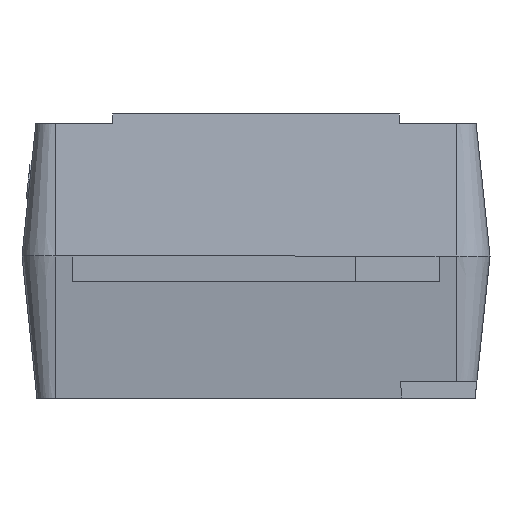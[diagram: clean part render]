
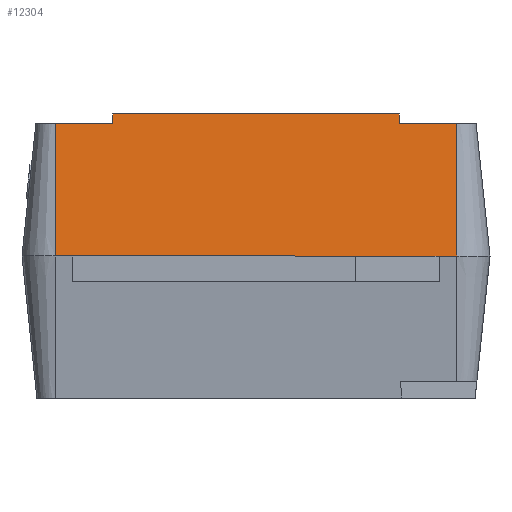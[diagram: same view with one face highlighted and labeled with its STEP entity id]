
A CAD part, left-side view. The second image highlights one B-rep face of the part: STEP entity #12304.
In plain terms, the highlighted planar face has unit normal (-0.995, 0, 0.104).
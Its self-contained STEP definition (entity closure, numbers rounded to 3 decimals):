
#260 = VERTEX_POINT ( 'NONE', #11545 ) ;
#440 = LINE ( 'NONE', #2794, #9130 ) ;
#495 = VECTOR ( 'NONE', #9725, 1000. ) ;
#875 = LINE ( 'NONE', #8492, #3010 ) ;
#1322 = CARTESIAN_POINT ( 'NONE',  ( -1.511, -0.858, 0.85 ) ) ;
#1866 = PLANE ( 'NONE',  #11142 ) ;
#2020 = DIRECTION ( 'NONE',  ( 0., -1., 0. ) ) ;
#2282 = CARTESIAN_POINT ( 'NONE',  ( -1.6, -1.2, 0. ) ) ;
#2614 = CARTESIAN_POINT ( 'NONE',  ( -1.511, 0.858, 0.85 ) ) ;
#2794 = CARTESIAN_POINT ( 'NONE',  ( -1.6, -1.2, 0. ) ) ;
#2911 = CARTESIAN_POINT ( 'NONE',  ( -1.511, -1.2, 0.85 ) ) ;
#2969 = ORIENTED_EDGE ( 'NONE', *, *, #8889, .T. ) ;
#3010 = VECTOR ( 'NONE', #13444, 1000. ) ;
#3013 = VECTOR ( 'NONE', #13418, 1000. ) ;
#3245 = FACE_OUTER_BOUND ( 'NONE', #10418, .T. ) ;
#3275 = EDGE_CURVE ( 'NONE', #15619, #260, #12065, .T. ) ;
#3310 = VECTOR ( 'NONE', #5866, 1000. ) ;
#3392 = CARTESIAN_POINT ( 'NONE',  ( -1.6, -1.095, 0. ) ) ;
#3551 = VERTEX_POINT ( 'NONE', #3392 ) ;
#3638 = VECTOR ( 'NONE', #2020, 1000. ) ;
#4206 = LINE ( 'NONE', #2911, #6456 ) ;
#4270 = ORIENTED_EDGE ( 'NONE', *, *, #6592, .T. ) ;
#4761 = VERTEX_POINT ( 'NONE', #12195 ) ;
#4876 = EDGE_CURVE ( 'NONE', #13153, #6242, #440, .T. ) ;
#4938 = LINE ( 'NONE', #15992, #495 ) ;
#4966 = DIRECTION ( 'NONE',  ( -0.105, 0., -0.995 ) ) ;
#5386 = DIRECTION ( 'NONE',  ( 0., 1., 0. ) ) ;
#5398 = ORIENTED_EDGE ( 'NONE', *, *, #3275, .F. ) ;
#5866 = DIRECTION ( 'NONE',  ( -0.105, 0., -0.995 ) ) ;
#6242 = VERTEX_POINT ( 'NONE', #12431 ) ;
#6456 = VECTOR ( 'NONE', #7884, 1000. ) ;
#6494 = CARTESIAN_POINT ( 'NONE',  ( -1.517, -0.858, 0.791 ) ) ;
#6572 = CARTESIAN_POINT ( 'NONE',  ( -1.517, -1.2, 0.791 ) ) ;
#6592 = EDGE_CURVE ( 'NONE', #7610, #10576, #4206, .T. ) ;
#6923 = EDGE_CURVE ( 'NONE', #4761, #14125, #9469, .T. ) ;
#7050 = DIRECTION ( 'NONE',  ( 0., -1., 0. ) ) ;
#7610 = VERTEX_POINT ( 'NONE', #1322 ) ;
#7884 = DIRECTION ( 'NONE',  ( 0., 1., 0. ) ) ;
#8162 = ORIENTED_EDGE ( 'NONE', *, *, #8662, .F. ) ;
#8204 = LINE ( 'NONE', #11967, #3638 ) ;
#8313 = CARTESIAN_POINT ( 'NONE',  ( -1.517, 0.858, 0.791 ) ) ;
#8376 = CARTESIAN_POINT ( 'NONE',  ( -1.517, -1.2, 0.791 ) ) ;
#8492 = CARTESIAN_POINT ( 'NONE',  ( -1.6, 0.858, 0. ) ) ;
#8524 = EDGE_CURVE ( 'NONE', #14125, #10576, #875, .T. ) ;
#8635 = CARTESIAN_POINT ( 'NONE',  ( -1.6, 1.2, 0. ) ) ;
#8662 = EDGE_CURVE ( 'NONE', #260, #3551, #16115, .T. ) ;
#8889 = EDGE_CURVE ( 'NONE', #4761, #6242, #13501, .T. ) ;
#8987 = ORIENTED_EDGE ( 'NONE', *, *, #10742, .F. ) ;
#9130 = VECTOR ( 'NONE', #5386, 1000. ) ;
#9173 = CARTESIAN_POINT ( 'NONE',  ( -1.6, -1.2, 0. ) ) ;
#9432 = VECTOR ( 'NONE', #7050, 1000. ) ;
#9469 = LINE ( 'NONE', #12192, #9432 ) ;
#9725 = DIRECTION ( 'NONE',  ( -0.105, 0., -0.995 ) ) ;
#10051 = ORIENTED_EDGE ( 'NONE', *, *, #13609, .T. ) ;
#10418 = EDGE_LOOP ( 'NONE', ( #8987, #11257, #4270, #11973, #14220, #2969, #11338, #10051, #8162, #5398 ) ) ;
#10477 = DIRECTION ( 'NONE',  ( -0.995, 0., 0.105 ) ) ;
#10576 = VERTEX_POINT ( 'NONE', #2614 ) ;
#10742 = EDGE_CURVE ( 'NONE', #12656, #15619, #14621, .T. ) ;
#11142 = AXIS2_PLACEMENT_3D ( 'NONE', #9173, #10477, #15329 ) ;
#11257 = ORIENTED_EDGE ( 'NONE', *, *, #12900, .F. ) ;
#11338 = ORIENTED_EDGE ( 'NONE', *, *, #4876, .F. ) ;
#11351 = DIRECTION ( 'NONE',  ( 0., 1., 0. ) ) ;
#11442 = VECTOR ( 'NONE', #4966, 1000. ) ;
#11545 = CARTESIAN_POINT ( 'NONE',  ( -1.6, -1.2, 0. ) ) ;
#11967 = CARTESIAN_POINT ( 'NONE',  ( -1.6, 0., 0. ) ) ;
#11973 = ORIENTED_EDGE ( 'NONE', *, *, #8524, .F. ) ;
#12065 = LINE ( 'NONE', #2282, #3310 ) ;
#12192 = CARTESIAN_POINT ( 'NONE',  ( -1.517, -1.2, 0.791 ) ) ;
#12195 = CARTESIAN_POINT ( 'NONE',  ( -1.517, 1.2, 0.791 ) ) ;
#12304 = ADVANCED_FACE ( 'NONE', ( #3245 ), #1866, .T. ) ;
#12431 = CARTESIAN_POINT ( 'NONE',  ( -1.6, 1.2, 0. ) ) ;
#12656 = VERTEX_POINT ( 'NONE', #6494 ) ;
#12900 = EDGE_CURVE ( 'NONE', #7610, #12656, #4938, .T. ) ;
#13153 = VERTEX_POINT ( 'NONE', #13380 ) ;
#13380 = CARTESIAN_POINT ( 'NONE',  ( -1.6, 1.095, 0. ) ) ;
#13418 = DIRECTION ( 'NONE',  ( 0., -1., 0. ) ) ;
#13444 = DIRECTION ( 'NONE',  ( 0.105, 0., 0.995 ) ) ;
#13501 = LINE ( 'NONE', #8635, #11442 ) ;
#13609 = EDGE_CURVE ( 'NONE', #13153, #3551, #8204, .T. ) ;
#13690 = CARTESIAN_POINT ( 'NONE',  ( -1.6, -1.2, 0. ) ) ;
#14125 = VERTEX_POINT ( 'NONE', #8313 ) ;
#14220 = ORIENTED_EDGE ( 'NONE', *, *, #6923, .F. ) ;
#14621 = LINE ( 'NONE', #8376, #3013 ) ;
#15022 = VECTOR ( 'NONE', #11351, 1000. ) ;
#15329 = DIRECTION ( 'NONE',  ( -0.105, 0., -0.995 ) ) ;
#15619 = VERTEX_POINT ( 'NONE', #6572 ) ;
#15992 = CARTESIAN_POINT ( 'NONE',  ( -1.6, -0.858, 0. ) ) ;
#16115 = LINE ( 'NONE', #13690, #15022 ) ;
